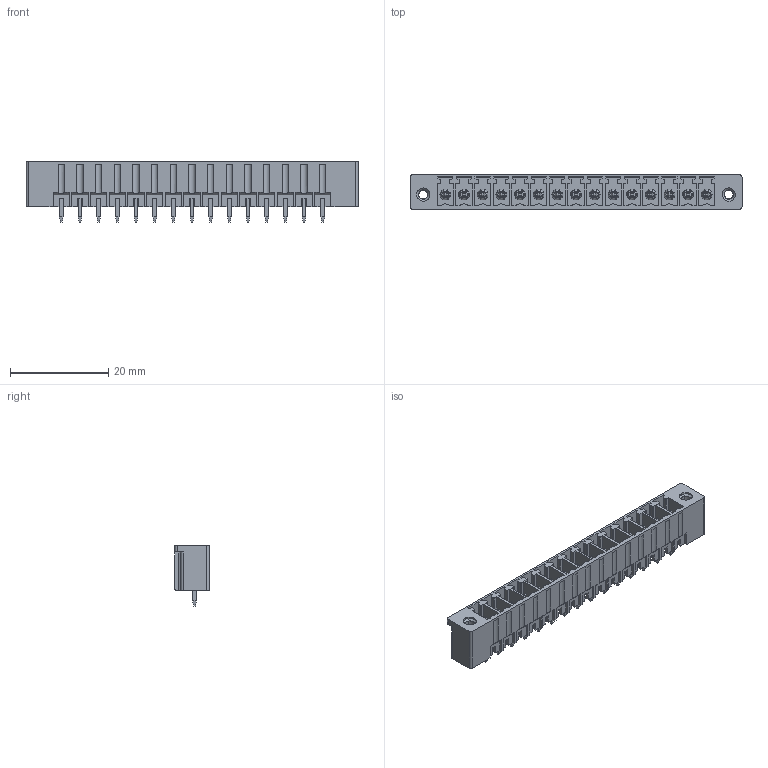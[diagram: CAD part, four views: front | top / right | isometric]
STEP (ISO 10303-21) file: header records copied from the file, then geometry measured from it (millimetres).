
FILE_DESCRIPTION(('CATIA V5 STEP Exchange','CAx-IF Rec.Pracs.--- Model Styling and Organization---1.4--- 2014-01-23'),'2;1');
FILE_NAME ('D1486410_0_1943510000_1943510000.stp','2021-05-19T12:42:19+00:00',('none'),('Weidmueller'),'CATIA Version 5-6 Release 2016 SP3 HF44','CATIA V5 STEP AP214','none');
FILE_SCHEMA(('AUTOMOTIVE_DESIGN { 1 0 10303 214 1 1 1 1 }'));
Length unit declared in the file: millimetre
Products named in the file (1): 1943510000
Bounding box: 67.74 x 7.05 x 12.4 mm (x, y, z)
Volume: 2134.6 mm3; surface area: 5773.2 mm2
Topology: 16 solids, 16 shells, 1138 faces, 3245 edges, 2186 vertices
Faces by surface type: plane 813, cylinder 261, cone 34, torus 30
Entity records: 36695 total; most frequent: CARTESIAN_POINT 7289, ORIENTED_EDGE 6490, DIRECTION 4716, EDGE_CURVE 3245, VECTOR 2603, LINE 2603, VERTEX_POINT 2186, AXIS2_PLACEMENT_3D 1294
